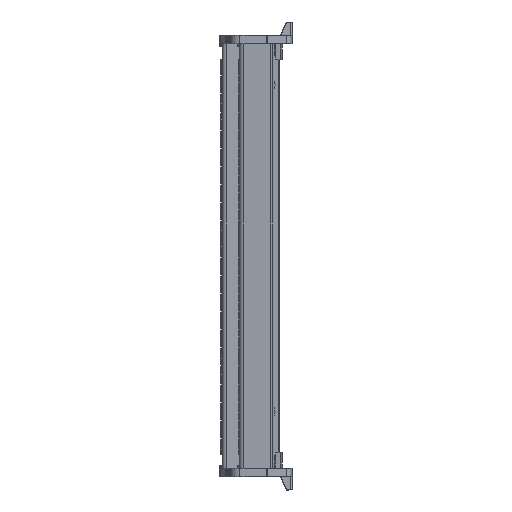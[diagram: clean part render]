
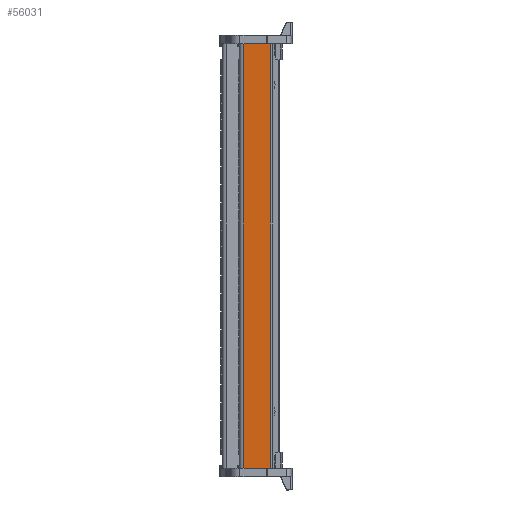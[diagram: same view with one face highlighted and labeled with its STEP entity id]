
A CAD part, front view. The second image highlights one B-rep face of the part: STEP entity #56031.
In plain terms, the highlighted planar face has unit normal (-0.104, -0.995, 0).
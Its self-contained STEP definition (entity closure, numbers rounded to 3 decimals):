
#2896 = EDGE_CURVE ( 'NONE', #67002, #67058, #48062, .T. ) ;
#43149 = LINE ( 'NONE', #43317, #101189 ) ;
#43279 = DIRECTION ( 'NONE',  ( 0., 0., 1. ) ) ;
#43317 = CARTESIAN_POINT ( 'NONE',  ( 1882.548, 761.757, 102.22 ) ) ;
#43673 = LINE ( 'NONE', #43726, #101475 ) ;
#43726 = CARTESIAN_POINT ( 'NONE',  ( 1882.548, 761.757, 298.47 ) ) ;
#43755 = DIRECTION ( 'NONE',  ( 0.995, -0.105, 0. ) ) ;
#43862 = DIRECTION ( 'NONE',  ( -0.995, 0.105, 0. ) ) ;
#43928 = LINE ( 'NONE', #43930, #101604 ) ;
#43930 = CARTESIAN_POINT ( 'NONE',  ( 1902.332, 759.678, 5.999 ) ) ;
#48062 = LINE ( 'NONE', #48118, #119684 ) ;
#48118 = CARTESIAN_POINT ( 'NONE',  ( 1902.332, 759.678, 102.22 ) ) ;
#48139 = DIRECTION ( 'NONE',  ( 0., 0., 1. ) ) ;
#56031 = ADVANCED_FACE ( 'NONE', ( #112084 ), #112052, .T. ) ;
#62000 = CARTESIAN_POINT ( 'NONE',  ( 1882.548, 761.757, 5.999 ) ) ;
#62162 = CARTESIAN_POINT ( 'NONE',  ( 1882.548, 761.757, 298.47 ) ) ;
#63422 = EDGE_LOOP ( 'NONE', ( #120538, #120436, #120518, #120561 ) ) ;
#67002 = VERTEX_POINT ( 'NONE', #96403 ) ;
#67058 = VERTEX_POINT ( 'NONE', #96442 ) ;
#68246 = VERTEX_POINT ( 'NONE', #62000 ) ;
#68323 = VERTEX_POINT ( 'NONE', #62162 ) ;
#75634 = EDGE_CURVE ( 'NONE', #68246, #68323, #43149, .T. ) ;
#75892 = EDGE_CURVE ( 'NONE', #68323, #67058, #43673, .T. ) ;
#75989 = EDGE_CURVE ( 'NONE', #67002, #68246, #43928, .T. ) ;
#96403 = CARTESIAN_POINT ( 'NONE',  ( 1902.332, 759.678, 5.999 ) ) ;
#96442 = CARTESIAN_POINT ( 'NONE',  ( 1902.332, 759.678, 298.47 ) ) ;
#98176 = AXIS2_PLACEMENT_3D ( 'NONE', #112081, #112114, #112111 ) ;
#101189 = VECTOR ( 'NONE', #43279, 1000. ) ;
#101475 = VECTOR ( 'NONE', #43755, 1000. ) ;
#101604 = VECTOR ( 'NONE', #43862, 1000. ) ;
#112052 = PLANE ( 'NONE',  #98176 ) ;
#112081 = CARTESIAN_POINT ( 'NONE',  ( 1890.867, 760.883, 102.22 ) ) ;
#112084 = FACE_OUTER_BOUND ( 'NONE', #63422, .T. ) ;
#112111 = DIRECTION ( 'NONE',  ( 0.995, -0.105, 0. ) ) ;
#112114 = DIRECTION ( 'NONE',  ( -0.105, -0.995, 0. ) ) ;
#119684 = VECTOR ( 'NONE', #48139, 1000. ) ;
#120436 = ORIENTED_EDGE ( 'NONE', *, *, #75634, .F. ) ;
#120518 = ORIENTED_EDGE ( 'NONE', *, *, #75989, .F. ) ;
#120538 = ORIENTED_EDGE ( 'NONE', *, *, #75892, .F. ) ;
#120561 = ORIENTED_EDGE ( 'NONE', *, *, #2896, .T. ) ;
